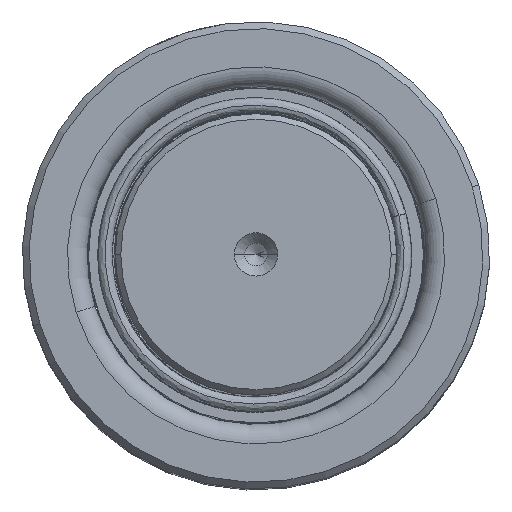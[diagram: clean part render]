
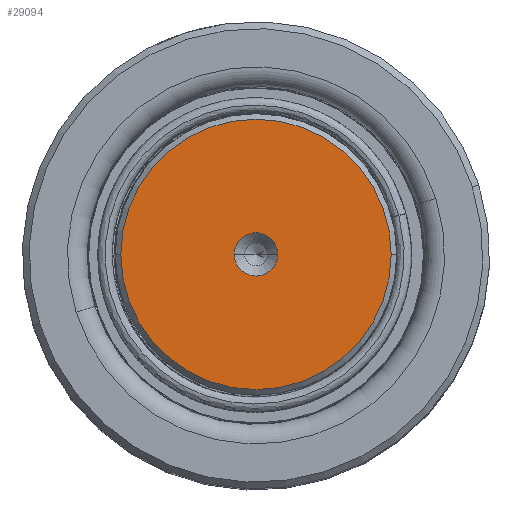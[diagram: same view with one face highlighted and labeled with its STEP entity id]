
A CAD part, top view. The second image highlights one B-rep face of the part: STEP entity #29094.
In plain terms, the highlighted planar face has unit normal (0, 0, 1).
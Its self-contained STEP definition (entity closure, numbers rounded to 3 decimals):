
#1114 = CARTESIAN_POINT ( 'NONE',  ( -24.017, 0., 220. ) ) ;
#2614 = CIRCLE ( 'NONE', #55528, 3.85 ) ;
#2943 = AXIS2_PLACEMENT_3D ( 'NONE', #51362, #50948, #31932 ) ;
#4934 = AXIS2_PLACEMENT_3D ( 'NONE', #51685, #23665, #28575 ) ;
#5763 = PLANE ( 'NONE',  #44284 ) ;
#10970 = EDGE_LOOP ( 'NONE', ( #38384, #33222 ) ) ;
#11802 = AXIS2_PLACEMENT_3D ( 'NONE', #21573, #56386, #27329 ) ;
#14205 = EDGE_CURVE ( 'NONE', #38377, #32246, #2614, .T. ) ;
#16766 = DIRECTION ( 'NONE',  ( 1., 0., 0. ) ) ;
#16873 = CARTESIAN_POINT ( 'NONE',  ( 3.85, 0., 220. ) ) ;
#16974 = DIRECTION ( 'NONE',  ( 0., 0., 1. ) ) ;
#17879 = CARTESIAN_POINT ( 'NONE',  ( -3.85, 0., 220. ) ) ;
#19935 = ORIENTED_EDGE ( 'NONE', *, *, #54811, .T. ) ;
#21573 = CARTESIAN_POINT ( 'NONE',  ( 0., 0., 220. ) ) ;
#22963 = EDGE_CURVE ( 'NONE', #32246, #38377, #32298, .T. ) ;
#23665 = DIRECTION ( 'NONE',  ( 0., 0., 1. ) ) ;
#27329 = DIRECTION ( 'NONE',  ( 1., 0., 0. ) ) ;
#28575 = DIRECTION ( 'NONE',  ( 1., 0., 0. ) ) ;
#29094 = ADVANCED_FACE ( 'NONE', ( #40089, #48451 ), #5763, .T. ) ;
#29850 = ORIENTED_EDGE ( 'NONE', *, *, #31238, .T. ) ;
#31238 = EDGE_CURVE ( 'NONE', #48256, #58638, #33072, .T. ) ;
#31932 = DIRECTION ( 'NONE',  ( 1., 0., 0. ) ) ;
#32199 = CIRCLE ( 'NONE', #4934, 24.017 ) ;
#32246 = VERTEX_POINT ( 'NONE', #16873 ) ;
#32298 = CIRCLE ( 'NONE', #11802, 3.85 ) ;
#33072 = CIRCLE ( 'NONE', #2943, 24.017 ) ;
#33222 = ORIENTED_EDGE ( 'NONE', *, *, #14205, .F. ) ;
#34618 = CARTESIAN_POINT ( 'NONE',  ( 0., 0., 220. ) ) ;
#35043 = DIRECTION ( 'NONE',  ( 1., 0., 0. ) ) ;
#38377 = VERTEX_POINT ( 'NONE', #17879 ) ;
#38384 = ORIENTED_EDGE ( 'NONE', *, *, #22963, .F. ) ;
#40089 = FACE_BOUND ( 'NONE', #10970, .T. ) ;
#44284 = AXIS2_PLACEMENT_3D ( 'NONE', #34618, #44876, #35043 ) ;
#44639 = EDGE_LOOP ( 'NONE', ( #29850, #19935 ) ) ;
#44876 = DIRECTION ( 'NONE',  ( 0., 0., 1. ) ) ;
#46011 = CARTESIAN_POINT ( 'NONE',  ( 0., 0., 220. ) ) ;
#48256 = VERTEX_POINT ( 'NONE', #1114 ) ;
#48451 = FACE_OUTER_BOUND ( 'NONE', #44639, .T. ) ;
#48474 = CARTESIAN_POINT ( 'NONE',  ( 24.017, 0., 220. ) ) ;
#50948 = DIRECTION ( 'NONE',  ( 0., 0., 1. ) ) ;
#51362 = CARTESIAN_POINT ( 'NONE',  ( 0., 0., 220. ) ) ;
#51685 = CARTESIAN_POINT ( 'NONE',  ( 0., 0., 220. ) ) ;
#54811 = EDGE_CURVE ( 'NONE', #58638, #48256, #32199, .T. ) ;
#55528 = AXIS2_PLACEMENT_3D ( 'NONE', #46011, #16974, #16766 ) ;
#56386 = DIRECTION ( 'NONE',  ( 0., 0., 1. ) ) ;
#58638 = VERTEX_POINT ( 'NONE', #48474 ) ;
